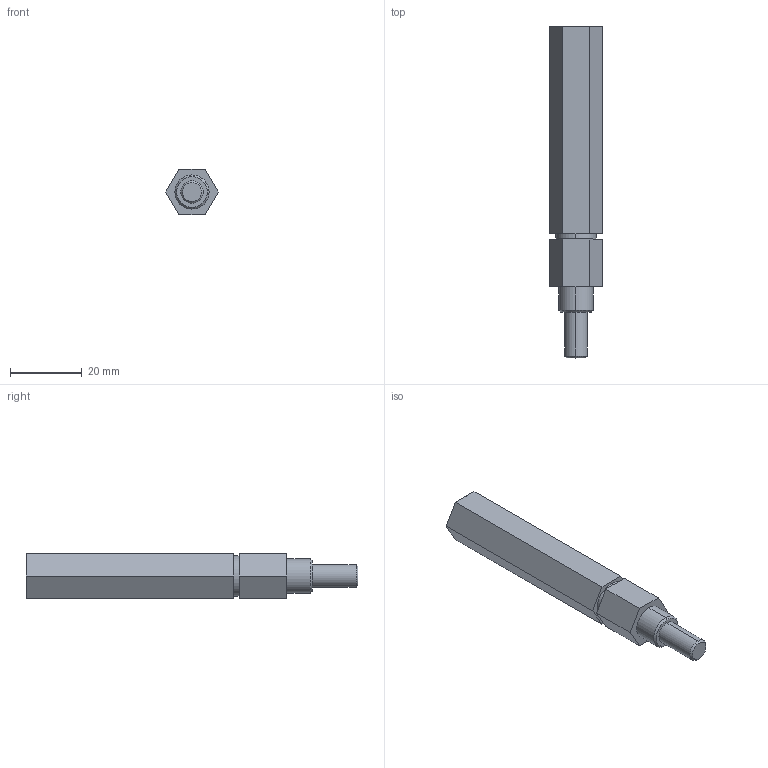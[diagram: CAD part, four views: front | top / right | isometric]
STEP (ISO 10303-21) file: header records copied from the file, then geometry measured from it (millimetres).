
FILE_DESCRIPTION (( 'STEP AP214' ), '1' );
FILE_NAME ('am-0802 Toughbox Hex Output Shaft.STEP', '2014-08-20T21:16:42', ( '' ), ( '' ), 'SwSTEP 2.0', 'SolidWorks 2014', '' );
FILE_SCHEMA (( 'AUTOMOTIVE_DESIGN' ));
Length unit declared in the file: inch
Products named in the file (1): am-0802 Toughbox Hex Output Shaft
Bounding box: 14.66 x 92.35 x 12.7 mm (x, y, z)
Volume: 10648 mm3; surface area: 4240.9 mm2
Topology: 1 solids, 1 shells, 35 faces, 78 edges, 49 vertices
Faces by surface type: plane 19, cylinder 10, cone 6
Entity records: 994 total; most frequent: DIRECTION 172, CARTESIAN_POINT 161, ORIENTED_EDGE 152, EDGE_CURVE 76, AXIS2_PLACEMENT_3D 60, VECTOR 52, LINE 52, VERTEX_POINT 49
